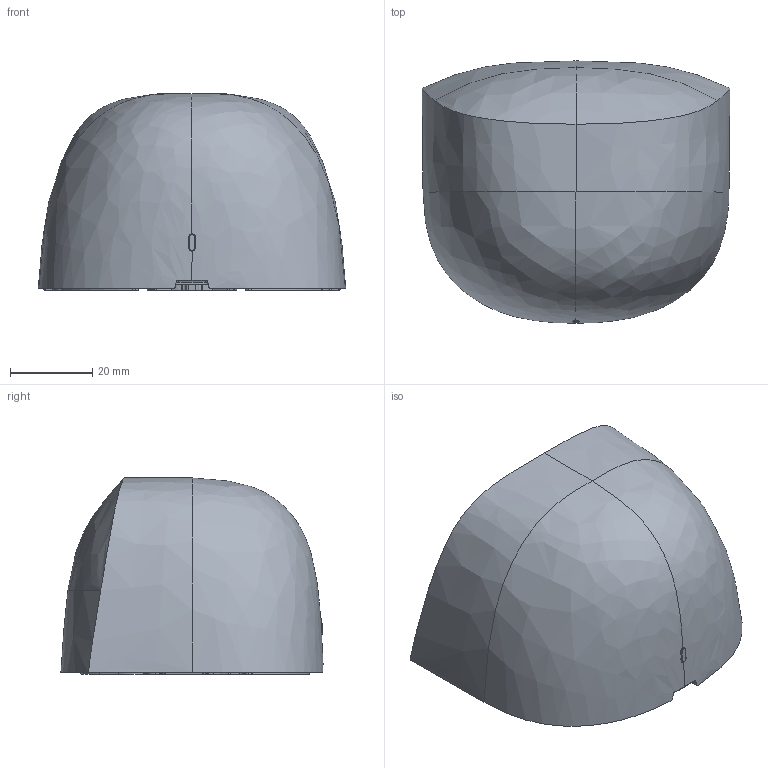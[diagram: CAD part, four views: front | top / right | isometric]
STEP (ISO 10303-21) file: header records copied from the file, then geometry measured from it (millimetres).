
FILE_DESCRIPTION((''),'2;1');
FILE_NAME('ECHO_RADAR_SENSORS_ASM','2023-07-25T17:38:53',('shlow'),(''),'CREO PARAMETRIC BY PTC INC, 2022284','CREO PARAMETRIC BY PTC INC, 2022284','');
FILE_SCHEMA(('CONFIG_CONTROL_DESIGN','SHAPE_APPEARANCE_LAYERS_GROUPS'));
Products named in the file (5): SG_54-6341_ECHO_BASE; ECHO_SUBA_PCBA_AF0_ASM; SG_54-6477_ECHO-D_COVER; SG_54-6516_RADAR_WINDOW; ECHO_RADAR_SENSORS_ASM
Assembly tree (4 placements, depth 2):
  ECHO_RADAR_SENSORS_ASM
    SG_54-6341_ECHO_BASE
    ECHO_SUBA_PCBA_AF0_ASM
    SG_54-6477_ECHO-D_COVER
    SG_54-6516_RADAR_WINDOW
Bounding box: 75 x 63.93 x 48 mm (x, y, z)
Volume: 41902.4 mm3; surface area: 32887.2 mm2
Topology: 3 solids, 3 shells, 1895 faces, 4856 edges, 3012 vertices
Faces by surface type: plane 545, bspline 461, cylinder 368, extrusion 256, cone 165, torus 83, sphere 12, revolution 5
Entity records: 100188 total; most frequent: CARTESIAN_POINT 44556, ORIENTED_EDGE 9688, DIRECTION 6530, PRESENTATION_STYLE_ASSIGNMENT 4847, STYLED_ITEM 4847, CURVE_STYLE 4844, EDGE_CURVE 4844, VERTEX_POINT 3012
